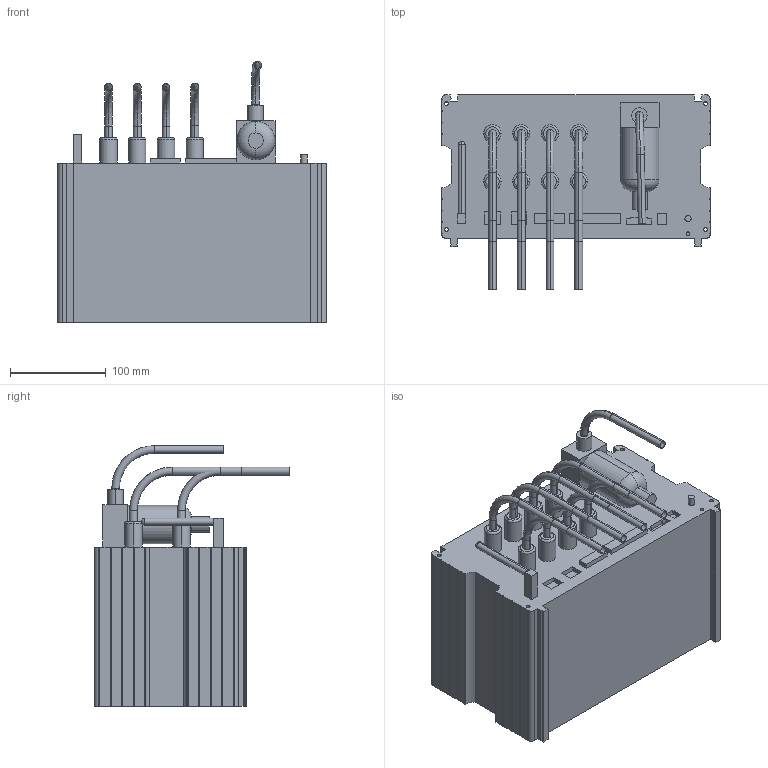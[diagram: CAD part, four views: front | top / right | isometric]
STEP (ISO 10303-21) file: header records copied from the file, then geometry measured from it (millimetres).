
FILE_DESCRIPTION (( 'STEP AP203' ), '1' );
FILE_NAME ('KA200.STEP', '2023-04-01T07:35:16', ( '' ), ( '' ), 'SwSTEP 2.0', 'SolidWorks 2017', '' );
FILE_SCHEMA (( 'CONFIG_CONTROL_DESIGN' ));
Length unit declared in the file: millimetre
Products named in the file (3): KA200; 8mm_hortum
Assembly tree (10 placements, depth 2):
  KA200
    KA200
    8mm_hortum  x9
Bounding box: 280 x 203.18 x 271.64 mm (x, y, z)
Volume: 6957896.1 mm3; surface area: 325329.8 mm2
Topology: 1 solids, 10 shells, 317 faces, 783 edges, 502 vertices
Faces by surface type: plane 153, cylinder 126, torus 38
Entity records: 8610 total; most frequent: DIRECTION 1465, CARTESIAN_POINT 1392, ORIENTED_EDGE 1338, EDGE_CURVE 671, AXIS2_PLACEMENT_3D 511, VECTOR 443, LINE 443, VERTEX_POINT 438
